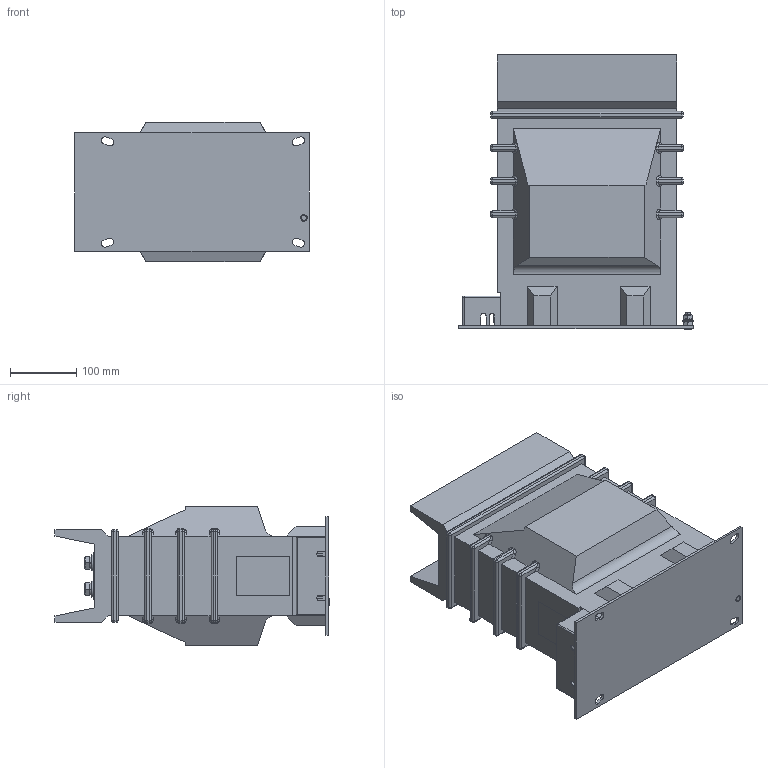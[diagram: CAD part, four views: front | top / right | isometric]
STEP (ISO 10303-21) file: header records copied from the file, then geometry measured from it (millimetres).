
FILE_DESCRIPTION (( 'STEP AP214' ), '1' );
FILE_NAME ('ﾒﾋﾊ-ﾑﾒ-35-1ﾌ_ﾒﾎﾋ-ﾑﾒ-35-1ﾌ .STEP', '2023-08-09T20:08:19', ( '' ), ( '' ), 'SwSTEP 2.0', 'SolidWorks 2019', '' );
FILE_SCHEMA (( 'AUTOMOTIVE_DESIGN' ));
Length unit declared in the file: millimetre
Products named in the file (1): ﾒﾋﾊ-ﾑﾒ-35-1ﾌ_ﾒﾎﾋ-ﾑﾒ-35-1ﾌ 
Bounding box: 353 x 412.6 x 210 mm (x, y, z)
Volume: 15294189.4 mm3; surface area: 614226.5 mm2
Topology: 43 solids, 43 shells, 1124 faces, 2760 edges, 1734 vertices
Faces by surface type: plane 524, cylinder 279, bspline 178, cone 79, sphere 38, torus 26
Entity records: 51152 total; most frequent: CARTESIAN_POINT 13223, ORIENTED_EDGE 5444, DIRECTION 4730, EDGE_CURVE 2722, VERTEX_POINT 1734, AXIS2_PLACEMENT_3D 1625, LINE 1480, VECTOR 1480
